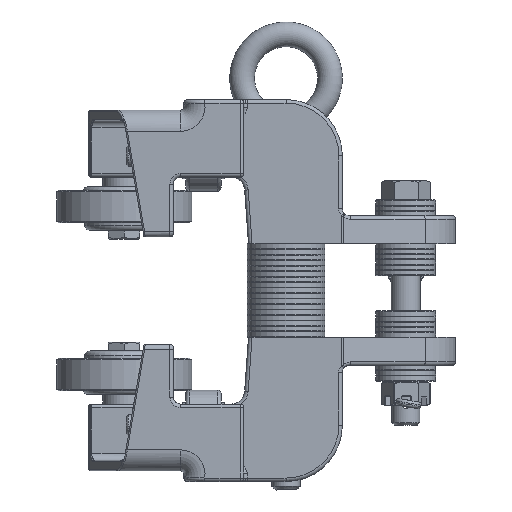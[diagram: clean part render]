
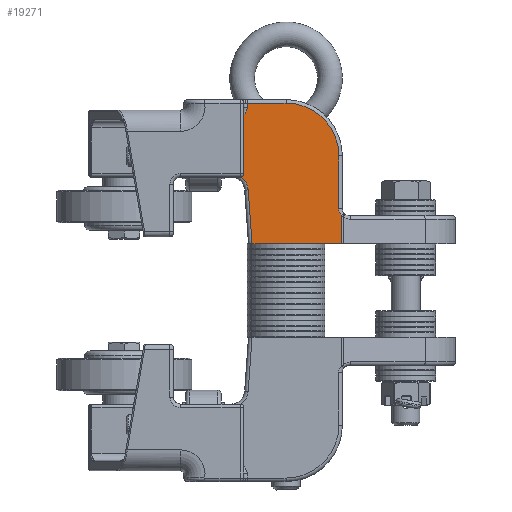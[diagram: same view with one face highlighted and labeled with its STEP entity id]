
A CAD part, left-side view. The second image highlights one B-rep face of the part: STEP entity #19271.
In plain terms, the highlighted planar face has unit normal (-1, 0, 0).
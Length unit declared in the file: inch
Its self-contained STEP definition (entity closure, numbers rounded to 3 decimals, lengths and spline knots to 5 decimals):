
#10550=CARTESIAN_POINT('',(-1.4375,-1.21875,0.4375));
#10551=VERTEX_POINT('',#10550);
#10684=CARTESIAN_POINT('',(-1.4375,-1.21875,-0.25));
#10685=VERTEX_POINT('',#10684);
#10686=CARTESIAN_POINT('',(-1.4375,-1.21875,0.4375));
#10687=DIRECTION('',(0.0,0.0,-1.0));
#10688=VECTOR('',#10687,0.6875);
#10689=LINE('',#10686,#10688);
#10690=EDGE_CURVE('',#10551,#10685,#10689,.T.);
#11075=CARTESIAN_POINT('',(-1.4375,-1.14553,0.4375));
#11076=VERTEX_POINT('',#11075);
#11084=CARTESIAN_POINT('',(-1.4375,-1.14553,0.4375));
#11085=DIRECTION('',(0.0,-1.0,0.0));
#11086=VECTOR('',#11085,0.07322);
#11087=LINE('',#11084,#11086);
#11088=EDGE_CURVE('',#11076,#10551,#11087,.T.);
#11138=CARTESIAN_POINT('',(-1.4375,-0.96875,0.5625));
#11139=VERTEX_POINT('',#11138);
#11153=CARTESIAN_POINT('',(-1.4375,-0.96875,0.5625));
#11154=CARTESIAN_POINT('',(-1.4375,-0.96881,0.56241));
#11155=CARTESIAN_POINT('',(-1.4375,-0.96887,0.56233));
#11156=CARTESIAN_POINT('',(-1.4375,-0.97757,0.55001));
#11157=CARTESIAN_POINT('',(-1.4375,-0.99513,0.52529));
#11158=CARTESIAN_POINT('',(-1.4375,-1.02918,0.48535));
#11159=CARTESIAN_POINT('',(-1.4375,-1.06585,0.45786));
#11160=CARTESIAN_POINT('',(-1.4375,-1.10788,0.44118));
#11161=CARTESIAN_POINT('',(-1.4375,-1.13054,0.4375));
#11162=CARTESIAN_POINT('',(-1.4375,-1.14553,0.4375));
#11163=B_SPLINE_CURVE_WITH_KNOTS('',3,(#11153,#11154,#11155,#11156,#11157,#11158,#11159,#11160,#11161,#11162),.UNSPECIFIED.,.F.,.U.,(4,2,1,1,1,1,4),(-0.57164,-0.57084,-0.45667,-0.3425,-0.17125,-0.11417,0.0),.UNSPECIFIED.);
#11164=EDGE_CURVE('',#11139,#11076,#11163,.T.);
#17045=CARTESIAN_POINT('',(-1.4375,0.77625,-1.23093));
#17046=VERTEX_POINT('',#17045);
#17207=CARTESIAN_POINT('',(-1.4375,0.65625,-1.1875));
#17208=VERTEX_POINT('',#17207);
#17216=CARTESIAN_POINT('',(-1.4375,0.65625,-1.375));
#17217=DIRECTION('',(-1.0,0.0,0.0));
#17218=DIRECTION('',(0.0,0.0,1.0));
#17219=AXIS2_PLACEMENT_3D('',#17216,#17217,#17218);
#17220=CIRCLE('',#17219,0.1875);
#17221=EDGE_CURVE('',#17208,#17046,#17220,.T.);
#17240=CARTESIAN_POINT('',(-1.4375,-0.28125,-1.1875));
#17241=VERTEX_POINT('',#17240);
#17242=CARTESIAN_POINT('',(-1.4375,-0.28125,-0.25));
#17243=DIRECTION('',(1.0,0.0,0.0));
#17244=DIRECTION('',(0.0,-0.773,-0.635));
#17245=AXIS2_PLACEMENT_3D('',#17242,#17243,#17244);
#17246=CIRCLE('',#17245,0.9375);
#17247=EDGE_CURVE('',#10685,#17241,#17246,.T.);
#17266=CARTESIAN_POINT('',(-1.4375,-0.28125,-1.1875));
#17267=DIRECTION('',(0.0,1.0,0.0));
#17268=VECTOR('',#17267,0.9375);
#17269=LINE('',#17266,#17268);
#17270=EDGE_CURVE('',#17241,#17208,#17269,.T.);
#17424=CARTESIAN_POINT('',(-1.4375,1.28125,-1.23093));
#17425=VERTEX_POINT('',#17424);
#17426=CARTESIAN_POINT('',(-1.4375,0.77625,-1.23093));
#17427=DIRECTION('',(0.0,1.0,0.0));
#17428=VECTOR('',#17427,0.505);
#17429=LINE('',#17426,#17428);
#17430=EDGE_CURVE('',#17046,#17425,#17429,.T.);
#17498=CARTESIAN_POINT('',(-1.4375,1.28125,0.35431));
#17499=VERTEX_POINT('',#17498);
#17500=CARTESIAN_POINT('',(-1.4375,1.28125,-1.23093));
#17501=DIRECTION('',(0.0,0.0,1.0));
#17502=VECTOR('',#17501,1.58524);
#17503=LINE('',#17500,#17502);
#17504=EDGE_CURVE('',#17425,#17499,#17503,.T.);
#18611=CARTESIAN_POINT('',(-1.4375,-0.96875,1.4375));
#18612=VERTEX_POINT('',#18611);
#18620=CARTESIAN_POINT('',(-1.4375,-0.96875,1.4375));
#18621=DIRECTION('',(0.0,0.0,-1.0));
#18622=VECTOR('',#18621,0.875);
#18623=LINE('',#18620,#18622);
#18624=EDGE_CURVE('',#18612,#11139,#18623,.T.);
#19092=CARTESIAN_POINT('',(-1.4375,0.03125,0.73313));
#19093=VERTEX_POINT('',#19092);
#19102=CARTESIAN_POINT('',(-1.4375,0.32195,0.42139));
#19103=VERTEX_POINT('',#19102);
#19111=CARTESIAN_POINT('',(-1.4375,0.34375,0.73313));
#19112=DIRECTION('',(-1.,0.0,0.0));
#19113=DIRECTION('',(0.0,-0.731,-0.682));
#19114=AXIS2_PLACEMENT_3D('',#19111,#19112,#19113);
#19115=CIRCLE('',#19114,0.3125);
#19116=EDGE_CURVE('',#19103,#19093,#19115,.T.);
#19126=CARTESIAN_POINT('',(-1.4375,0.03125,1.4375));
#19127=VERTEX_POINT('',#19126);
#19137=CARTESIAN_POINT('',(-1.4375,0.03125,0.73313));
#19138=DIRECTION('',(0.0,0.0,1.0));
#19139=VECTOR('',#19138,0.70437);
#19140=LINE('',#19137,#19139);
#19141=EDGE_CURVE('',#19093,#19127,#19140,.T.);
#19152=CARTESIAN_POINT('',(-1.4375,1.28125,0.35431));
#19153=DIRECTION('',(0.0,-0.998,0.07));
#19154=VECTOR('',#19153,0.96164);
#19155=LINE('',#19152,#19154);
#19156=EDGE_CURVE('',#17499,#19103,#19155,.T.);
#19234=CARTESIAN_POINT('',(-1.4375,0.03125,1.4375));
#19235=DIRECTION('',(0.0,-1.0,0.0));
#19236=VECTOR('',#19235,1.);
#19237=LINE('',#19234,#19236);
#19238=EDGE_CURVE('',#19127,#18612,#19237,.T.);
#19251=CARTESIAN_POINT('',(-1.4375,1.28125,-1.25));
#19252=DIRECTION('',(-1.0,0.0,0.0));
#19253=DIRECTION('',(0.0,0.0,1.0));
#19254=AXIS2_PLACEMENT_3D('',#19251,#19252,#19253);
#19255=PLANE('',#19254);
#19256=ORIENTED_EDGE('',*,*,#11164,.F.);
#19257=ORIENTED_EDGE('',*,*,#18624,.F.);
#19258=ORIENTED_EDGE('',*,*,#19238,.F.);
#19259=ORIENTED_EDGE('',*,*,#19141,.F.);
#19260=ORIENTED_EDGE('',*,*,#19116,.F.);
#19261=ORIENTED_EDGE('',*,*,#19156,.F.);
#19262=ORIENTED_EDGE('',*,*,#17504,.F.);
#19263=ORIENTED_EDGE('',*,*,#17430,.F.);
#19264=ORIENTED_EDGE('',*,*,#17221,.F.);
#19265=ORIENTED_EDGE('',*,*,#17270,.F.);
#19266=ORIENTED_EDGE('',*,*,#17247,.F.);
#19267=ORIENTED_EDGE('',*,*,#10690,.F.);
#19268=ORIENTED_EDGE('',*,*,#11088,.F.);
#19269=EDGE_LOOP('',(#19256,#19257,#19258,#19259,#19260,#19261,#19262,#19263,#19264,#19265,#19266,#19267,#19268));
#19270=FACE_OUTER_BOUND('',#19269,.T.);
#19271=ADVANCED_FACE('',(#19270),#19255,.T.);
